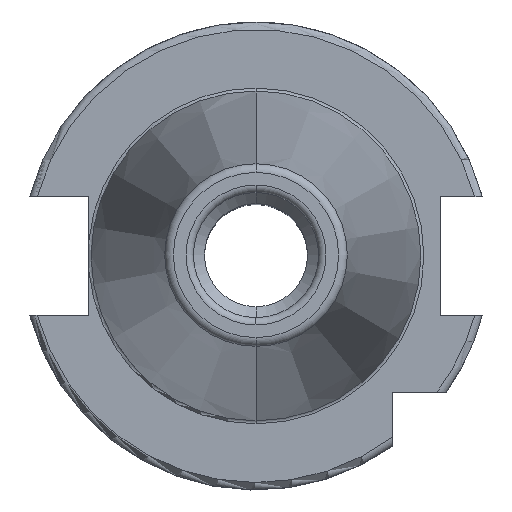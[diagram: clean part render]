
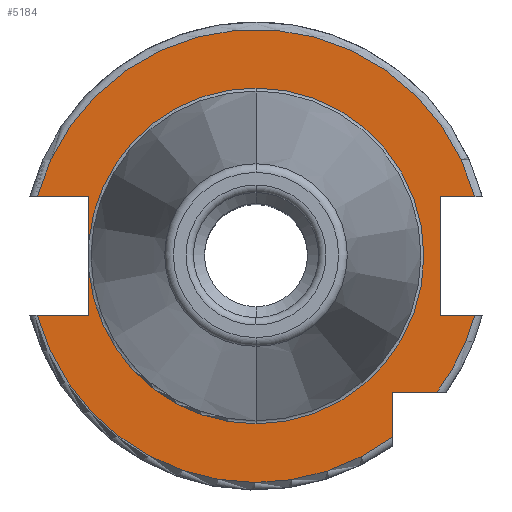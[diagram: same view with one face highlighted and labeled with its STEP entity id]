
A CAD part, top view. The second image highlights one B-rep face of the part: STEP entity #5184.
In plain terms, the highlighted planar face has unit normal (0, 0, 1).
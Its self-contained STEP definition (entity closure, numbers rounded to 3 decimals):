
#635=CARTESIAN_POINT('',(0,0,15.9));
#636=DIRECTION('',(0,0,1));
#637=DIRECTION('',(0.965,0.262,0));
#638=AXIS2_PLACEMENT_3D('',#635,#636,#637);
#686=CARTESIAN_POINT('',(0,0,15.9));
#687=DIRECTION('',(0,0,1));
#688=DIRECTION('',(-0.965,-0.262,0));
#689=AXIS2_PLACEMENT_3D('',#686,#687,#688);
#702=DIRECTION('',(1,0,0));
#703=VECTOR('',#702,7.004);
#704=CARTESIAN_POINT('',(-29.704,-8.05,15.9));
#705=LINE('',#704,#703);
#706=DIRECTION('',(0,1,0));
#707=VECTOR('',#706,5.917);
#708=CARTESIAN_POINT('',(-22.7,-8.05,15.9));
#709=LINE('',#708,#707);
#710=DIRECTION('',(0,1,0));
#711=VECTOR('',#710,5.917);
#712=CARTESIAN_POINT('',(-22.7,2.133,15.9));
#713=LINE('',#712,#711);
#714=DIRECTION('',(1,0,0));
#715=VECTOR('',#714,7.004);
#716=CARTESIAN_POINT('',(-29.704,8.05,15.9));
#717=LINE('',#716,#715);
#718=DIRECTION('',(-1,0,0));
#719=VECTOR('',#718,4.704);
#720=CARTESIAN_POINT('',(29.704,8.05,15.9));
#721=LINE('',#720,#719);
#722=DIRECTION('',(0,-1,0));
#723=VECTOR('',#722,16.1);
#724=CARTESIAN_POINT('',(25,8.05,15.9));
#725=LINE('',#724,#723);
#726=DIRECTION('',(-1,0,0));
#727=VECTOR('',#726,4.704);
#728=CARTESIAN_POINT('',(29.704,-8.05,15.9));
#729=LINE('',#728,#727);
#730=CARTESIAN_POINT('',(0,0,15.9));
#731=DIRECTION('',(0,0,1));
#732=DIRECTION('',(0.799,-0.601,0));
#733=AXIS2_PLACEMENT_3D('',#730,#731,#732);
#735=DIRECTION('',(-1,0,0));
#736=VECTOR('',#735,6.094);
#737=CARTESIAN_POINT('',(24.594,-18.5,15.9));
#738=LINE('',#737,#736);
#739=DIRECTION('',(0,1,0));
#740=VECTOR('',#739,6.094);
#741=CARTESIAN_POINT('',(18.5,-24.594,15.9));
#742=LINE('',#741,#740);
#753=CARTESIAN_POINT('',(0,0,15.9));
#754=DIRECTION('',(0,0,1));
#755=DIRECTION('',(0,1,0));
#756=AXIS2_PLACEMENT_3D('',#753,#754,#755);
#768=CARTESIAN_POINT('',(0,0,15.9));
#769=DIRECTION('',(0,0,1));
#770=DIRECTION('',(-0.996,-0.094,0));
#771=AXIS2_PLACEMENT_3D('',#768,#769,#770);
#773=CARTESIAN_POINT('',(0,0,15.9));
#774=DIRECTION('',(0,0,-1));
#775=DIRECTION('',(0,1,0));
#776=AXIS2_PLACEMENT_3D('',#773,#774,#775);
#3850=CARTESIAN_POINT('',(0,22.8,15.9));
#3852=VERTEX_POINT('',#3850);
#3872=CARTESIAN_POINT('',(0,-22.8,15.9));
#3874=VERTEX_POINT('',#3872);
#4020=CARTESIAN_POINT('',(-29.704,-8.05,15.9));
#4021=CARTESIAN_POINT('',(-22.7,-8.05,15.9));
#4022=VERTEX_POINT('',#4020);
#4023=VERTEX_POINT('',#4021);
#4024=CARTESIAN_POINT('',(-22.7,-2.133,15.9));
#4025=VERTEX_POINT('',#4024);
#4026=CARTESIAN_POINT('',(-22.7,2.133,15.9));
#4027=CARTESIAN_POINT('',(-22.7,8.05,15.9));
#4028=VERTEX_POINT('',#4026);
#4029=VERTEX_POINT('',#4027);
#4030=CARTESIAN_POINT('',(-29.704,8.05,15.9));
#4031=VERTEX_POINT('',#4030);
#4032=CARTESIAN_POINT('',(25,8.05,15.9));
#4033=CARTESIAN_POINT('',(25,-8.05,15.9));
#4034=VERTEX_POINT('',#4032);
#4035=VERTEX_POINT('',#4033);
#4036=CARTESIAN_POINT('',(29.704,-8.05,15.9));
#4037=VERTEX_POINT('',#4036);
#4038=CARTESIAN_POINT('',(29.704,8.05,15.9));
#4039=VERTEX_POINT('',#4038);
#4040=CARTESIAN_POINT('',(18.5,-24.594,15.9));
#4041=CARTESIAN_POINT('',(18.5,-18.5,15.9));
#4042=VERTEX_POINT('',#4040);
#4043=VERTEX_POINT('',#4041);
#4044=CARTESIAN_POINT('',(24.594,-18.5,15.9));
#4045=VERTEX_POINT('',#4044);
#5157=CARTESIAN_POINT('',(0,0,15.9));
#5158=DIRECTION('',(0,0,-1));
#5159=DIRECTION('',(0,-1,0));
#5160=AXIS2_PLACEMENT_3D('',#5157,#5158,#5159);
#5161=PLANE('',#5160);
#5162=ORIENTED_EDGE('',*,*,#4534,.T.);
#5163=ORIENTED_EDGE('',*,*,#4573,.T.);
#5165=ORIENTED_EDGE('',*,*,#5164,.T.);
#5167=ORIENTED_EDGE('',*,*,#5166,.F.);
#5169=ORIENTED_EDGE('',*,*,#5168,.T.);
#5170=ORIENTED_EDGE('',*,*,#4569,.T.);
#5171=ORIENTED_EDGE('',*,*,#4607,.F.);
#5172=ORIENTED_EDGE('',*,*,#5135,.F.);
#5174=ORIENTED_EDGE('',*,*,#5173,.T.);
#5176=ORIENTED_EDGE('',*,*,#5175,.T.);
#5177=ORIENTED_EDGE('',*,*,#4683,.F.);
#5178=ORIENTED_EDGE('',*,*,#5125,.F.);
#5179=ORIENTED_EDGE('',*,*,#4740,.T.);
#5180=ORIENTED_EDGE('',*,*,#4791,.F.);
#5181=ORIENTED_EDGE('',*,*,#5151,.F.);
#5182=EDGE_LOOP('',(#5162,#5163,#5165,#5167,#5169,#5170,#5171,#5172,#5174,#5176,
#5177,#5178,#5179,#5180,#5181));
#5183=FACE_OUTER_BOUND('',#5182,.F.);
#5184=ADVANCED_FACE('',(#5183),#5161,.F.);
#639=CIRCLE('',#638,30.775);
#690=CIRCLE('',#689,30.775);
#734=CIRCLE('',#733,30.775);
#757=CIRCLE('',#756,22.8);
#772=CIRCLE('',#771,22.8);
#777=CIRCLE('',#776,22.8);
#4534=EDGE_CURVE('',#4022,#4023,#705,.T.);
#4569=EDGE_CURVE('',#4028,#4029,#713,.T.);
#4573=EDGE_CURVE('',#4023,#4025,#709,.T.);
#4607=EDGE_CURVE('',#4031,#4029,#717,.T.);
#4683=EDGE_CURVE('',#4037,#4035,#729,.T.);
#4740=EDGE_CURVE('',#4045,#4043,#738,.T.);
#4791=EDGE_CURVE('',#4042,#4043,#742,.T.);
#5125=EDGE_CURVE('',#4045,#4037,#734,.T.);
#5135=EDGE_CURVE('',#4039,#4031,#639,.T.);
#5151=EDGE_CURVE('',#4022,#4042,#690,.T.);
#5164=EDGE_CURVE('',#4025,#3874,#772,.T.);
#5166=EDGE_CURVE('',#3852,#3874,#777,.T.);
#5168=EDGE_CURVE('',#3852,#4028,#757,.T.);
#5173=EDGE_CURVE('',#4039,#4034,#721,.T.);
#5175=EDGE_CURVE('',#4034,#4035,#725,.T.);
